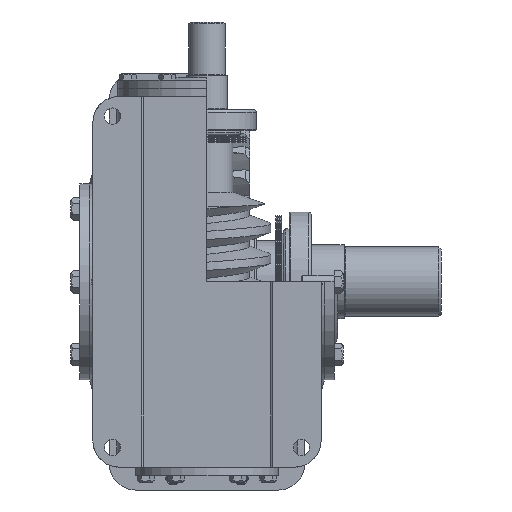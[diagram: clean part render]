
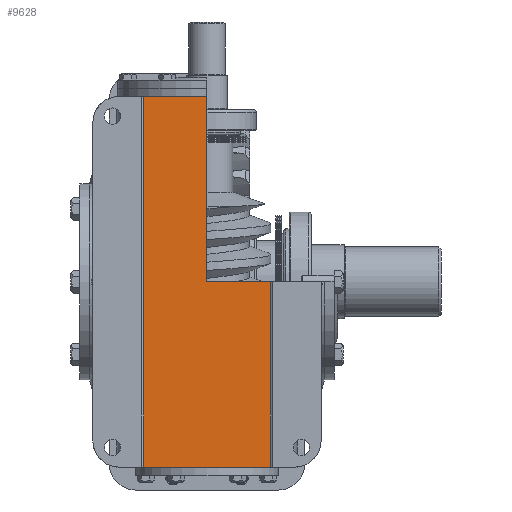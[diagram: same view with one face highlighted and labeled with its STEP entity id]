
A CAD part, front view. The second image highlights one B-rep face of the part: STEP entity #9628.
In plain terms, the highlighted planar face has unit normal (0, -1, 0).
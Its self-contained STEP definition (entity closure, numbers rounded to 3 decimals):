
#9628=ADVANCED_FACE('',(#23688),#23690,.T.);
#23688=FACE_OUTER_BOUND('',#23689,.T.);
#23689=EDGE_LOOP('',(#32184,#32185,#32186,#32187,#32188,#32189));
#23690=PLANE('',#23691);
#23691=AXIS2_PLACEMENT_3D('',#23692,#23693,#23694);
#23692=CARTESIAN_POINT('',(-77.295,-403.45,-226.45));
#23693=DIRECTION('',(0.,-1.,0.));
#23694=DIRECTION('',(1.,0.,0.));
#32184=ORIENTED_EDGE('',*,*,#36688,.T.);
#32185=ORIENTED_EDGE('',*,*,#36689,.T.);
#32186=ORIENTED_EDGE('',*,*,#36690,.F.);
#32187=ORIENTED_EDGE('',*,*,#36691,.F.);
#32188=ORIENTED_EDGE('',*,*,#36692,.T.);
#32189=ORIENTED_EDGE('',*,*,#36685,.T.);
#36685=EDGE_CURVE('',#41615,#41613,#41616,.T.);
#36688=EDGE_CURVE('',#41613,#41620,#41621,.T.);
#36689=EDGE_CURVE('',#41620,#41622,#41623,.T.);
#36690=EDGE_CURVE('',#41624,#41622,#41625,.T.);
#36691=EDGE_CURVE('',#41626,#41624,#41627,.T.);
#36692=EDGE_CURVE('',#41626,#41615,#41628,.T.);
#41613=VERTEX_POINT('',#71717);
#41615=VERTEX_POINT('',#71722);
#41616=LINE('',#71723,#71724);
#41620=VERTEX_POINT('',#71734);
#41621=LINE('',#71735,#71736);
#41622=VERTEX_POINT('',#71738);
#41623=LINE('',#71739,#71740);
#41624=VERTEX_POINT('',#71742);
#41625=LINE('',#71743,#71744);
#41626=VERTEX_POINT('',#71746);
#41627=LINE('',#71747,#71748);
#41628=LINE('',#71750,#71751);
#71717=CARTESIAN_POINT('',(77.295,-403.45,0.));
#71722=CARTESIAN_POINT('',(77.295,-403.45,-226.45));
#71723=CARTESIAN_POINT('',(77.295,-403.45,-226.45));
#71724=VECTOR('',#71725,1.);
#71725=DIRECTION('',(0.,0.,1.));
#71734=CARTESIAN_POINT('',(0.,-403.45,0.));
#71735=CARTESIAN_POINT('',(77.295,-403.45,0.));
#71736=VECTOR('',#71737,1.);
#71737=DIRECTION('',(-1.,0.,0.));
#71738=CARTESIAN_POINT('',(0.,-403.45,226.45));
#71739=CARTESIAN_POINT('',(0.,-403.45,0.));
#71740=VECTOR('',#71741,1.);
#71741=DIRECTION('',(0.,0.,1.));
#71742=CARTESIAN_POINT('',(-77.295,-403.45,226.45));
#71743=CARTESIAN_POINT('',(-77.295,-403.45,226.45));
#71744=VECTOR('',#71745,1.);
#71745=DIRECTION('',(1.,0.,0.));
#71746=CARTESIAN_POINT('',(-77.295,-403.45,-226.45));
#71747=CARTESIAN_POINT('',(-77.295,-403.45,-226.45));
#71748=VECTOR('',#71749,1.);
#71749=DIRECTION('',(0.,0.,1.));
#71750=CARTESIAN_POINT('',(-77.295,-403.45,-226.45));
#71751=VECTOR('',#71752,1.);
#71752=DIRECTION('',(1.,0.,0.));
